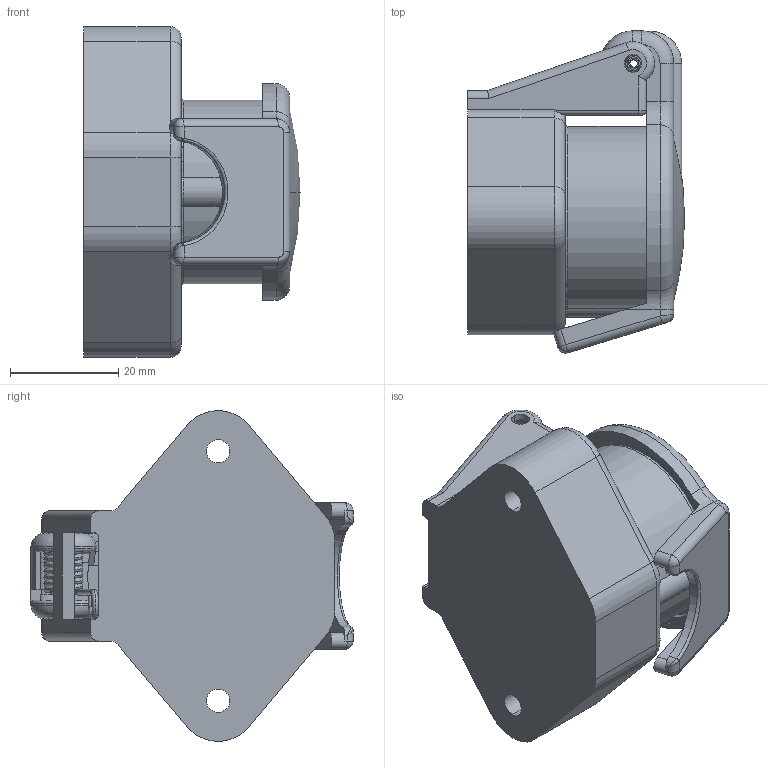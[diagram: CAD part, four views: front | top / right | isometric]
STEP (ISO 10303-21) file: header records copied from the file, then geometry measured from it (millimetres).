
FILE_DESCRIPTION((''),'2;1');
FILE_NAME('151035_SW0001','2020-03-19T13:09:41',('teru'),(''),'CREO PARAMETRIC BY PTC INC, 2017380','CREO PARAMETRIC BY PTC INC, 2017380','');
FILE_SCHEMA(('CONFIG_CONTROL_DESIGN'));
Length unit declared in the file: millimetre
Products named in the file (1): 151035_SW0001
Bounding box: 40 x 59.39 x 61 mm (x, y, z)
Volume: 58107.7 mm3; surface area: 15995.9 mm2
Topology: 1 solids, 1 shells, 286 faces, 754 edges, 460 vertices
Faces by surface type: cylinder 120, plane 92, torus 34, cone 24, bspline 12, sphere 4
Entity records: 11206 total; most frequent: CARTESIAN_POINT 4026, DIRECTION 1546, ORIENTED_EDGE 1504, EDGE_CURVE 752, AXIS2_PLACEMENT_3D 598, VERTEX_POINT 462, VECTOR 350, LINE 350
